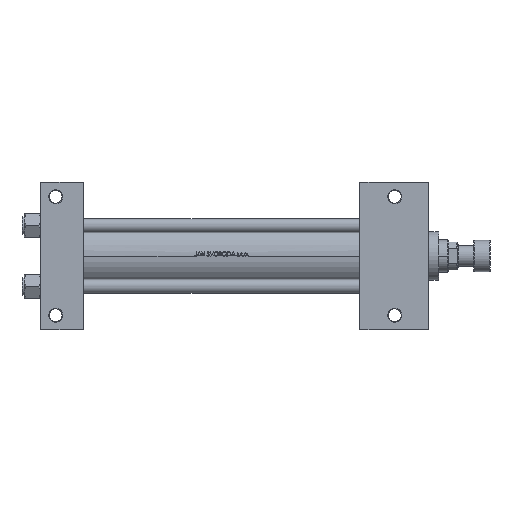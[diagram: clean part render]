
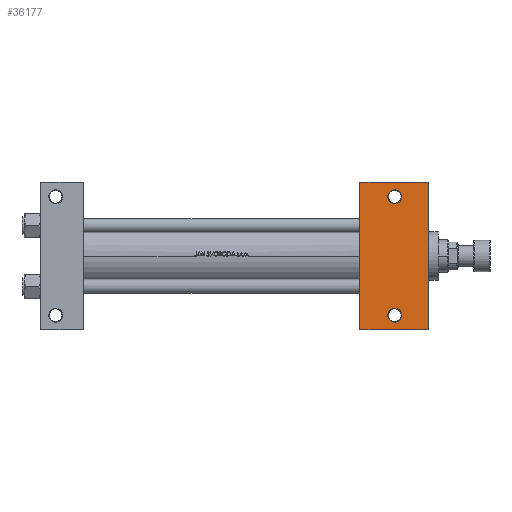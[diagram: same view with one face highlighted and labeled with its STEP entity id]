
A CAD part, front view. The second image highlights one B-rep face of the part: STEP entity #36177.
In plain terms, the highlighted face is planar.
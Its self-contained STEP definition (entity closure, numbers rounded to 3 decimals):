
#670 = CARTESIAN_POINT ( 'NONE',  ( 275., 37.5, -37.5 ) ) ;
#691 = EDGE_CURVE ( 'NONE', #42571, #6692, #42683, .T. ) ;
#1751 = DIRECTION ( 'NONE',  ( -1., 0., 0. ) ) ;
#2688 = EDGE_LOOP ( 'NONE', ( #12693, #31469, #23278, #48352 ) ) ;
#5316 = AXIS2_PLACEMENT_3D ( 'NONE', #49743, #15086, #23698 ) ;
#6692 = VERTEX_POINT ( 'NONE', #42587 ) ;
#7310 = EDGE_LOOP ( 'NONE', ( #9851, #15770 ) ) ;
#8898 = CARTESIAN_POINT ( 'NONE',  ( 275., 63.5, -37.5 ) ) ;
#9370 = CIRCLE ( 'NONE', #36055, 6. ) ;
#9448 = VERTEX_POINT ( 'NONE', #36521 ) ;
#9601 = PLANE ( 'NONE',  #21250 ) ;
#9733 = VERTEX_POINT ( 'NONE', #30938 ) ;
#9851 = ORIENTED_EDGE ( 'NONE', *, *, #12911, .T. ) ;
#10835 = CARTESIAN_POINT ( 'NONE',  ( 311., 51., -37.5 ) ) ;
#12693 = ORIENTED_EDGE ( 'NONE', *, *, #17866, .F. ) ;
#12911 = EDGE_CURVE ( 'NONE', #29142, #9733, #33589, .T. ) ;
#13100 = CIRCLE ( 'NONE', #41380, 6. ) ;
#13875 = CARTESIAN_POINT ( 'NONE',  ( 305., -51., -37.5 ) ) ;
#15086 = DIRECTION ( 'NONE',  ( 0., 0., 1. ) ) ;
#15115 = CARTESIAN_POINT ( 'NONE',  ( 334., 37.5, -37.5 ) ) ;
#15770 = ORIENTED_EDGE ( 'NONE', *, *, #40230, .T. ) ;
#16110 = DIRECTION ( 'NONE',  ( 0., -1., 0. ) ) ;
#16860 = VECTOR ( 'NONE', #16110, 1000. ) ;
#17214 = DIRECTION ( 'NONE',  ( 0., 0., -1. ) ) ;
#17738 = ORIENTED_EDGE ( 'NONE', *, *, #38171, .T. ) ;
#17866 = EDGE_CURVE ( 'NONE', #9448, #46558, #39130, .T. ) ;
#17954 = FACE_BOUND ( 'NONE', #28041, .T. ) ;
#21250 = AXIS2_PLACEMENT_3D ( 'NONE', #25070, #17214, #48314 ) ;
#22353 = DIRECTION ( 'NONE',  ( -1., 0., 0. ) ) ;
#23278 = ORIENTED_EDGE ( 'NONE', *, *, #691, .T. ) ;
#23698 = DIRECTION ( 'NONE',  ( -1., 0., 0. ) ) ;
#25070 = CARTESIAN_POINT ( 'NONE',  ( 334., 37.5, -37.5 ) ) ;
#25484 = DIRECTION ( 'NONE',  ( 0., 0., 1. ) ) ;
#25575 = CARTESIAN_POINT ( 'NONE',  ( 299., 51., -37.5 ) ) ;
#28007 = DIRECTION ( 'NONE',  ( -1., 0., 0. ) ) ;
#28041 = EDGE_LOOP ( 'NONE', ( #17738, #34699 ) ) ;
#29142 = VERTEX_POINT ( 'NONE', #49316 ) ;
#29336 = DIRECTION ( 'NONE',  ( 0., 0., 1. ) ) ;
#30938 = CARTESIAN_POINT ( 'NONE',  ( 311., -51., -37.5 ) ) ;
#31335 = EDGE_CURVE ( 'NONE', #37944, #46469, #13100, .T. ) ;
#31469 = ORIENTED_EDGE ( 'NONE', *, *, #43875, .T. ) ;
#32527 = CARTESIAN_POINT ( 'NONE',  ( 275., -63.5, -37.5 ) ) ;
#32655 = AXIS2_PLACEMENT_3D ( 'NONE', #49939, #25484, #41156 ) ;
#33589 = CIRCLE ( 'NONE', #5316, 6. ) ;
#34699 = ORIENTED_EDGE ( 'NONE', *, *, #31335, .T. ) ;
#35530 = EDGE_CURVE ( 'NONE', #6692, #46558, #47198, .T. ) ;
#36055 = AXIS2_PLACEMENT_3D ( 'NONE', #13875, #29336, #1751 ) ;
#36177 = ADVANCED_FACE ( 'NONE', ( #17954, #44527, #48801 ), #9601, .T. ) ;
#36521 = CARTESIAN_POINT ( 'NONE',  ( 275., 63.5, -37.5 ) ) ;
#37944 = VERTEX_POINT ( 'NONE', #10835 ) ;
#38168 = VECTOR ( 'NONE', #46470, 1000. ) ;
#38171 = EDGE_CURVE ( 'NONE', #46469, #37944, #44736, .T. ) ;
#39130 = LINE ( 'NONE', #670, #16860 ) ;
#39534 = LINE ( 'NONE', #8898, #44236 ) ;
#40230 = EDGE_CURVE ( 'NONE', #9733, #29142, #9370, .T. ) ;
#41156 = DIRECTION ( 'NONE',  ( -1., 0., 0. ) ) ;
#41380 = AXIS2_PLACEMENT_3D ( 'NONE', #45371, #45621, #22353 ) ;
#42571 = VERTEX_POINT ( 'NONE', #47663 ) ;
#42587 = CARTESIAN_POINT ( 'NONE',  ( 334., -63.5, -37.5 ) ) ;
#42683 = LINE ( 'NONE', #15115, #38168 ) ;
#43018 = VECTOR ( 'NONE', #28007, 1000. ) ;
#43875 = EDGE_CURVE ( 'NONE', #9448, #42571, #39534, .T. ) ;
#44236 = VECTOR ( 'NONE', #47112, 1000. ) ;
#44527 = FACE_BOUND ( 'NONE', #7310, .T. ) ;
#44736 = CIRCLE ( 'NONE', #32655, 6. ) ;
#45371 = CARTESIAN_POINT ( 'NONE',  ( 305., 51., -37.5 ) ) ;
#45621 = DIRECTION ( 'NONE',  ( 0., 0., 1. ) ) ;
#46469 = VERTEX_POINT ( 'NONE', #25575 ) ;
#46470 = DIRECTION ( 'NONE',  ( 0., -1., 0. ) ) ;
#46558 = VERTEX_POINT ( 'NONE', #47596 ) ;
#47112 = DIRECTION ( 'NONE',  ( 1., 0., 0. ) ) ;
#47198 = LINE ( 'NONE', #32527, #43018 ) ;
#47596 = CARTESIAN_POINT ( 'NONE',  ( 275., -63.5, -37.5 ) ) ;
#47663 = CARTESIAN_POINT ( 'NONE',  ( 334., 63.5, -37.5 ) ) ;
#48314 = DIRECTION ( 'NONE',  ( -1., 0., 0. ) ) ;
#48352 = ORIENTED_EDGE ( 'NONE', *, *, #35530, .T. ) ;
#48801 = FACE_OUTER_BOUND ( 'NONE', #2688, .T. ) ;
#49316 = CARTESIAN_POINT ( 'NONE',  ( 299., -51., -37.5 ) ) ;
#49743 = CARTESIAN_POINT ( 'NONE',  ( 305., -51., -37.5 ) ) ;
#49939 = CARTESIAN_POINT ( 'NONE',  ( 305., 51., -37.5 ) ) ;
